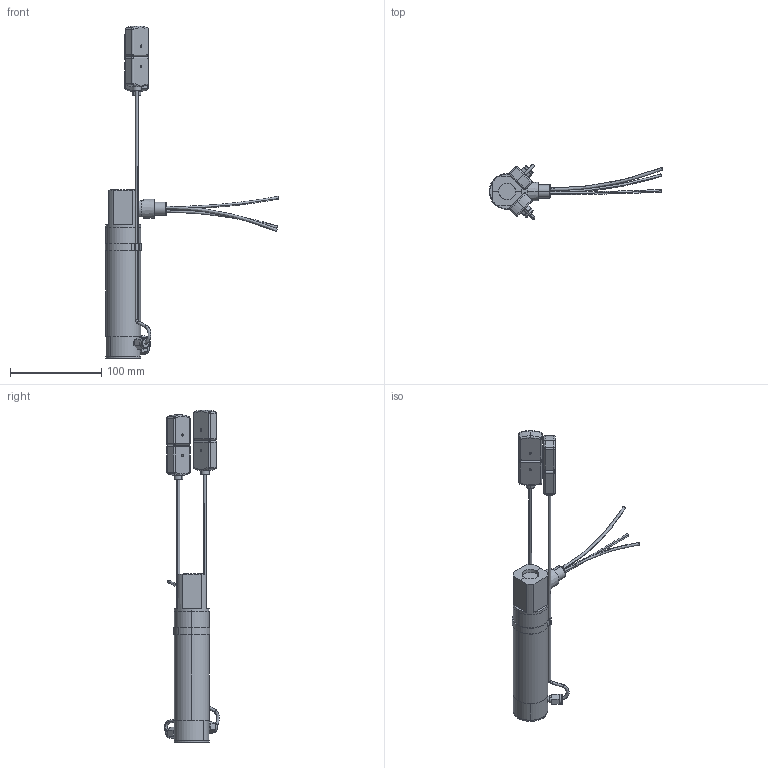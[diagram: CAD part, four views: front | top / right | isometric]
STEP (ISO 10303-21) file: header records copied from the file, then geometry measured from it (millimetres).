
FILE_DESCRIPTION (( 'STEP AP203' ), '1' );
FILE_NAME ('HT150-1CER- 1-2F-NF-TF2 AUG2017 203.STEP', '2017-08-30T20:45:35', ( '' ), ( '' ), 'SwSTEP 2.0', 'SolidWorks 2017', '' );
FILE_SCHEMA (( 'CONFIG_CONTROL_DESIGN' ));
Length unit declared in the file: inch
Products named in the file (1): HT150-1CER- 1-2F-NF-TF2 AUG2017 203
Bounding box: 190.67 x 60.28 x 364.44 mm (x, y, z)
Volume: 119016.1 mm3; surface area: 83296.5 mm2
Topology: 23 solids, 23 shells, 449 faces, 1054 edges, 636 vertices
Faces by surface type: cylinder 218, plane 117, bspline 68, cone 38, torus 8
Entity records: 15266 total; most frequent: CARTESIAN_POINT 4997, DIRECTION 2282, ORIENTED_EDGE 2040, EDGE_CURVE 1020, AXIS2_PLACEMENT_3D 962, VERTEX_POINT 636, CIRCLE 580, EDGE_LOOP 508
